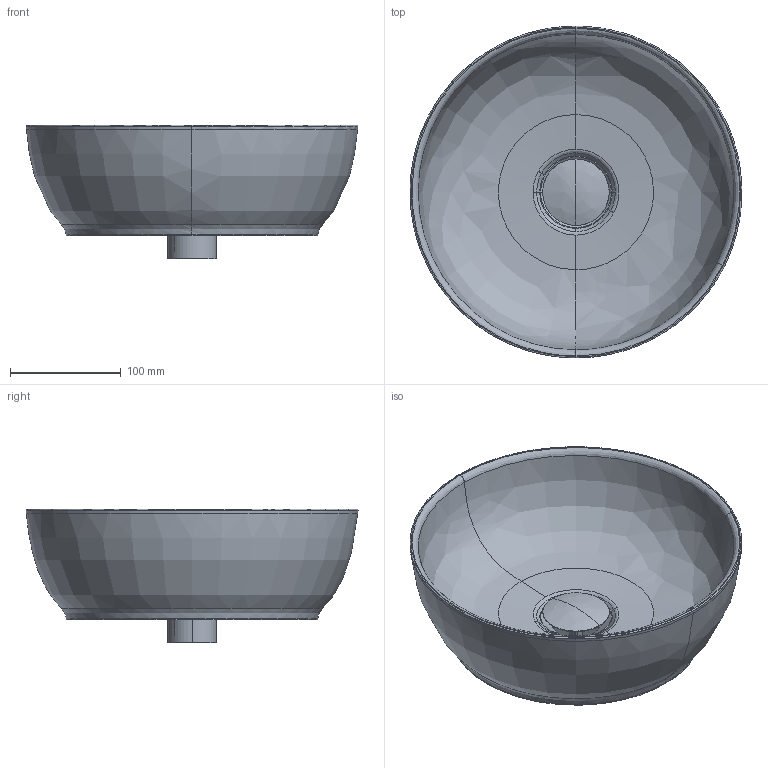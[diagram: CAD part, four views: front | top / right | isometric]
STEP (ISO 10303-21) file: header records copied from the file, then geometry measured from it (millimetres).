
FILE_DESCRIPTION(/* description */ (''),/* implementation_level */ '2;1');
FILE_NAME(/* name */ '266002',/* time_stamp */ '2024-02-16T08:55:36+01:00',/* author */ (''),/* organization */ (''),/* preprocessor_version */ 'ST-DEVELOPER v15',/* originating_system */ '',/* authorisation */ '');
FILE_SCHEMA (('AUTOMOTIVE_DESIGN'));
Length unit declared in the file: millimetre
Products named in the file (1): Document
Bounding box: 299.64 x 299.82 x 120.93 mm (x, y, z)
Volume: 1656006.1 mm3; surface area: 269948.5 mm2
Topology: 3 solids, 3 shells, 103 faces, 242 edges, 146 vertices
Faces by surface type: bspline 84, plane 19
Entity records: 6324 total; most frequent: CARTESIAN_POINT 4946, ORIENTED_EDGE 480, EDGE_CURVE 240, VERTEX_POINT 146, EDGE_LOOP 110, ADVANCED_FACE 103, FACE_OUTER_BOUND 103, B_SPLINE_CURVE_WITH_KNOTS 93
